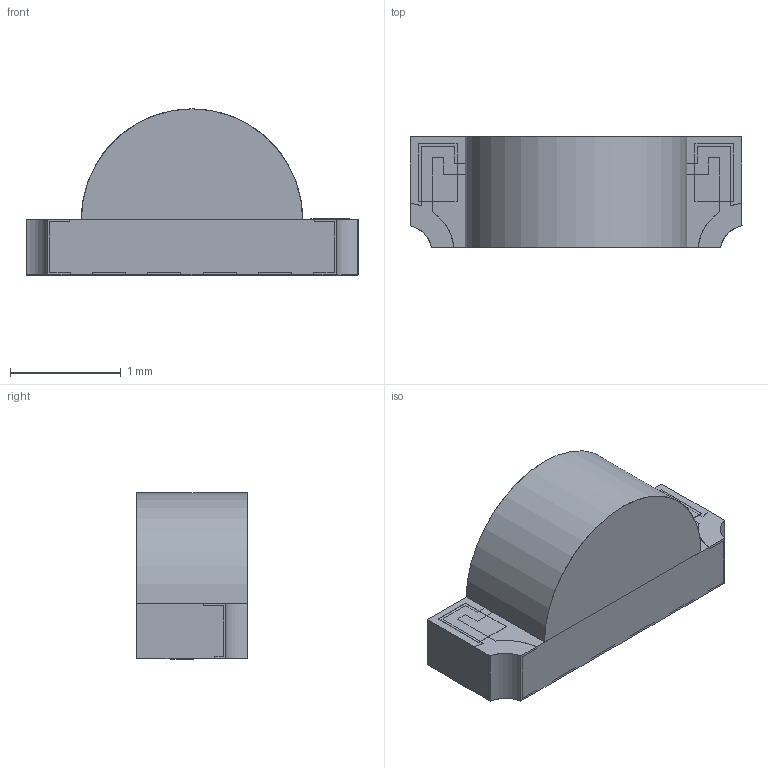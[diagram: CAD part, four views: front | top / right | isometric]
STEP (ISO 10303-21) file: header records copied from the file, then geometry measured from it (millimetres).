
FILE_DESCRIPTION (( 'STEP AP214' ), '1' );
FILE_NAME ('XZFBBZEBM2DGZ157W.STEP', '2018-01-10T00:05:00', ( '' ), ( '' ), 'SwSTEP 2.0', 'SolidWorks 2012', '' );
FILE_SCHEMA (( 'AUTOMOTIVE_DESIGN' ));
Length unit declared in the file: millimetre
Products named in the file (1): XZFBBZEBM2DGZ157W
Bounding box: 3 x 1 x 1.5 mm (x, y, z)
Surface area: 24.5 mm2 (no closed solid volume)
Topology: 0 solids, 166 shells, 166 faces, 866 edges, 866 vertices
Faces by surface type: plane 147, cylinder 19
Entity records: 10664 total; most frequent: CARTESIAN_POINT 2327, DIRECTION 1198, ORIENTED_EDGE 866, VERTEX_POINT 866, EDGE_CURVE 866, VECTOR 788, LINE 788, AXIS2_PLACEMENT_3D 205
